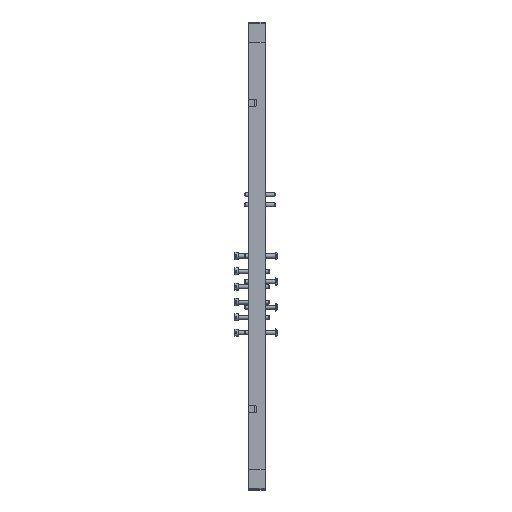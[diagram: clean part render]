
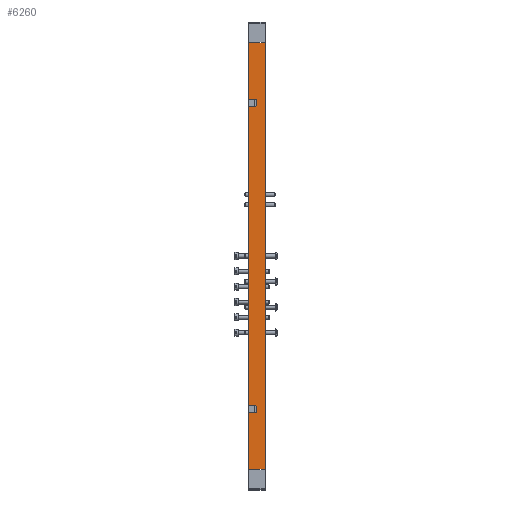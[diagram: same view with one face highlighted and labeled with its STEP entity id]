
A CAD part, left-side view. The second image highlights one B-rep face of the part: STEP entity #6260.
In plain terms, the highlighted face is planar.
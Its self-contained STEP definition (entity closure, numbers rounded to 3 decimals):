
#75 = CARTESIAN_POINT ( 'NONE',  ( 153.101, 16., 0. ) ) ;
#141 = CARTESIAN_POINT ( 'NONE',  ( -153.101, 16., 0. ) ) ;
#195 = CARTESIAN_POINT ( 'NONE',  ( 148.101, 10., 0. ) ) ;
#267 = ORIENTED_EDGE ( 'NONE', *, *, #9774, .F. ) ;
#442 = VECTOR ( 'NONE', #4720, 1000. ) ;
#523 = DIRECTION ( 'NONE',  ( 1., 0., 0. ) ) ;
#578 = ORIENTED_EDGE ( 'NONE', *, *, #9391, .F. ) ;
#622 = EDGE_LOOP ( 'NONE', ( #2015, #6180, #5166, #8192, #2712, #10645, #4274, #7858, #9851, #6397, #8874, #8617, #267, #7548, #578, #9663 ) ) ;
#757 = CARTESIAN_POINT ( 'NONE',  ( 146.101, 16., 0. ) ) ;
#785 = VERTEX_POINT ( 'NONE', #4045 ) ;
#798 = LINE ( 'NONE', #5090, #442 ) ;
#816 = VECTOR ( 'NONE', #3293, 1000. ) ;
#1025 = LINE ( 'NONE', #9654, #2294 ) ;
#1034 = CIRCLE ( 'NONE', #2459, 2. ) ;
#1107 = LINE ( 'NONE', #3724, #7959 ) ;
#1119 = CARTESIAN_POINT ( 'NONE',  ( -208.5, 16., 0. ) ) ;
#1276 = DIRECTION ( 'NONE',  ( 0., 0., 1. ) ) ;
#1412 = AXIS2_PLACEMENT_3D ( 'NONE', #3842, #1276, #7281 ) ;
#1641 = VERTEX_POINT ( 'NONE', #8233 ) ;
#1715 = CIRCLE ( 'NONE', #8330, 2. ) ;
#1731 = LINE ( 'NONE', #10197, #816 ) ;
#1772 = AXIS2_PLACEMENT_3D ( 'NONE', #4336, #6142, #8558 ) ;
#1789 = EDGE_CURVE ( 'NONE', #6737, #8781, #8581, .T. ) ;
#1938 = VECTOR ( 'NONE', #7387, 1000. ) ;
#2015 = ORIENTED_EDGE ( 'NONE', *, *, #2259, .F. ) ;
#2207 = VERTEX_POINT ( 'NONE', #141 ) ;
#2259 = EDGE_CURVE ( 'NONE', #4063, #10350, #1034, .T. ) ;
#2294 = VECTOR ( 'NONE', #6007, 1000. ) ;
#2347 = CARTESIAN_POINT ( 'NONE',  ( -208.5, 16., 0. ) ) ;
#2459 = AXIS2_PLACEMENT_3D ( 'NONE', #195, #3457, #8577 ) ;
#2574 = CARTESIAN_POINT ( 'NONE',  ( 148.101, 8., 0. ) ) ;
#2712 = ORIENTED_EDGE ( 'NONE', *, *, #1789, .F. ) ;
#2792 = EDGE_CURVE ( 'NONE', #9313, #6737, #7012, .T. ) ;
#2793 = CARTESIAN_POINT ( 'NONE',  ( -208.5, 16., 0. ) ) ;
#2801 = EDGE_CURVE ( 'NONE', #4958, #4063, #1025, .T. ) ;
#2872 = VECTOR ( 'NONE', #3244, 1000. ) ;
#3070 = CARTESIAN_POINT ( 'NONE',  ( 153.101, 10., 0. ) ) ;
#3244 = DIRECTION ( 'NONE',  ( 1., 0., 0. ) ) ;
#3293 = DIRECTION ( 'NONE',  ( 0., -1., 0. ) ) ;
#3457 = DIRECTION ( 'NONE',  ( 0., 0., 1. ) ) ;
#3514 = CARTESIAN_POINT ( 'NONE',  ( 208.5, 0., 0. ) ) ;
#3724 = CARTESIAN_POINT ( 'NONE',  ( -146.101, 16., 0. ) ) ;
#3729 = VERTEX_POINT ( 'NONE', #4586 ) ;
#3739 = EDGE_CURVE ( 'NONE', #9437, #5537, #10589, .T. ) ;
#3769 = VERTEX_POINT ( 'NONE', #3070 ) ;
#3798 = EDGE_CURVE ( 'NONE', #7609, #2207, #6617, .T. ) ;
#3821 = CARTESIAN_POINT ( 'NONE',  ( -153.101, 10., 0. ) ) ;
#3842 = CARTESIAN_POINT ( 'NONE',  ( -151.101, 10., 0. ) ) ;
#3909 = AXIS2_PLACEMENT_3D ( 'NONE', #10817, #9025, #4978 ) ;
#3948 = LINE ( 'NONE', #9969, #1938 ) ;
#4045 = CARTESIAN_POINT ( 'NONE',  ( -208.5, 0., 0. ) ) ;
#4063 = VERTEX_POINT ( 'NONE', #6854 ) ;
#4121 = CARTESIAN_POINT ( 'NONE',  ( -151.101, 8., 0. ) ) ;
#4261 = CIRCLE ( 'NONE', #1412, 2. ) ;
#4274 = ORIENTED_EDGE ( 'NONE', *, *, #5828, .F. ) ;
#4336 = CARTESIAN_POINT ( 'NONE',  ( -148.101, 10., 0. ) ) ;
#4373 = CARTESIAN_POINT ( 'NONE',  ( -148.101, 8., 0. ) ) ;
#4474 = LINE ( 'NONE', #1119, #8514 ) ;
#4518 = DIRECTION ( 'NONE',  ( 1., 0., 0. ) ) ;
#4586 = CARTESIAN_POINT ( 'NONE',  ( 153.101, 16., 0. ) ) ;
#4686 = VERTEX_POINT ( 'NONE', #9670 ) ;
#4691 = CARTESIAN_POINT ( 'NONE',  ( 208.5, 16., 0. ) ) ;
#4720 = DIRECTION ( 'NONE',  ( 1., 0., 0. ) ) ;
#4958 = VERTEX_POINT ( 'NONE', #757 ) ;
#4978 = DIRECTION ( 'NONE',  ( -1., 0., 0. ) ) ;
#5090 = CARTESIAN_POINT ( 'NONE',  ( -208.5, 0., 0. ) ) ;
#5093 = CARTESIAN_POINT ( 'NONE',  ( -146.101, 10., 0. ) ) ;
#5166 = ORIENTED_EDGE ( 'NONE', *, *, #5869, .F. ) ;
#5363 = DIRECTION ( 'NONE',  ( 0., 1., 0. ) ) ;
#5388 = EDGE_CURVE ( 'NONE', #2207, #10221, #1731, .T. ) ;
#5469 = EDGE_CURVE ( 'NONE', #8781, #1641, #1107, .T. ) ;
#5537 = VERTEX_POINT ( 'NONE', #3514 ) ;
#5662 = DIRECTION ( 'NONE',  ( 0., 0., 1. ) ) ;
#5707 = CARTESIAN_POINT ( 'NONE',  ( -148.101, 8., 0. ) ) ;
#5756 = EDGE_CURVE ( 'NONE', #10350, #4686, #3948, .T. ) ;
#5828 = EDGE_CURVE ( 'NONE', #10221, #9313, #4261, .T. ) ;
#5832 = PLANE ( 'NONE',  #3909 ) ;
#5869 = EDGE_CURVE ( 'NONE', #1641, #4958, #9132, .T. ) ;
#6007 = DIRECTION ( 'NONE',  ( 0., -1., 0. ) ) ;
#6106 = CARTESIAN_POINT ( 'NONE',  ( -208.5, 16., 0. ) ) ;
#6142 = DIRECTION ( 'NONE',  ( 0., 0., 1. ) ) ;
#6180 = ORIENTED_EDGE ( 'NONE', *, *, #2801, .F. ) ;
#6260 = ADVANCED_FACE ( 'NONE', ( #10038 ), #5832, .F. ) ;
#6397 = ORIENTED_EDGE ( 'NONE', *, *, #8984, .T. ) ;
#6406 = VECTOR ( 'NONE', #8641, 1000. ) ;
#6449 = CARTESIAN_POINT ( 'NONE',  ( 151.101, 10., 0. ) ) ;
#6617 = LINE ( 'NONE', #2347, #2872 ) ;
#6647 = VECTOR ( 'NONE', #8123, 1000. ) ;
#6737 = VERTEX_POINT ( 'NONE', #5707 ) ;
#6854 = CARTESIAN_POINT ( 'NONE',  ( 146.101, 10., 0. ) ) ;
#7012 = LINE ( 'NONE', #4373, #6406 ) ;
#7281 = DIRECTION ( 'NONE',  ( -1., 0., 0. ) ) ;
#7387 = DIRECTION ( 'NONE',  ( 1., 0., 0. ) ) ;
#7548 = ORIENTED_EDGE ( 'NONE', *, *, #10802, .F. ) ;
#7609 = VERTEX_POINT ( 'NONE', #6106 ) ;
#7858 = ORIENTED_EDGE ( 'NONE', *, *, #5388, .F. ) ;
#7959 = VECTOR ( 'NONE', #5363, 1000. ) ;
#8061 = DIRECTION ( 'NONE',  ( 0., -1., 0. ) ) ;
#8123 = DIRECTION ( 'NONE',  ( 0., -1., 0. ) ) ;
#8177 = CARTESIAN_POINT ( 'NONE',  ( -208.5, 16., 0. ) ) ;
#8192 = ORIENTED_EDGE ( 'NONE', *, *, #5469, .F. ) ;
#8233 = CARTESIAN_POINT ( 'NONE',  ( -146.101, 16., 0. ) ) ;
#8330 = AXIS2_PLACEMENT_3D ( 'NONE', #6449, #5662, #9869 ) ;
#8514 = VECTOR ( 'NONE', #8061, 1000. ) ;
#8558 = DIRECTION ( 'NONE',  ( -1., 0., 0. ) ) ;
#8577 = DIRECTION ( 'NONE',  ( 1., 0., 0. ) ) ;
#8581 = CIRCLE ( 'NONE', #1772, 2. ) ;
#8617 = ORIENTED_EDGE ( 'NONE', *, *, #3739, .F. ) ;
#8641 = DIRECTION ( 'NONE',  ( 1., 0., 0. ) ) ;
#8659 = VECTOR ( 'NONE', #10307, 1000. ) ;
#8781 = VERTEX_POINT ( 'NONE', #5093 ) ;
#8874 = ORIENTED_EDGE ( 'NONE', *, *, #10333, .T. ) ;
#8984 = EDGE_CURVE ( 'NONE', #7609, #785, #4474, .T. ) ;
#9025 = DIRECTION ( 'NONE',  ( 0., 0., -1. ) ) ;
#9028 = CARTESIAN_POINT ( 'NONE',  ( 208.5, 16., 0. ) ) ;
#9132 = LINE ( 'NONE', #8177, #10536 ) ;
#9313 = VERTEX_POINT ( 'NONE', #4121 ) ;
#9391 = EDGE_CURVE ( 'NONE', #4686, #3769, #1715, .T. ) ;
#9437 = VERTEX_POINT ( 'NONE', #9028 ) ;
#9654 = CARTESIAN_POINT ( 'NONE',  ( 146.101, 16., 0. ) ) ;
#9663 = ORIENTED_EDGE ( 'NONE', *, *, #5756, .F. ) ;
#9670 = CARTESIAN_POINT ( 'NONE',  ( 151.101, 8., 0. ) ) ;
#9774 = EDGE_CURVE ( 'NONE', #3729, #9437, #10479, .T. ) ;
#9851 = ORIENTED_EDGE ( 'NONE', *, *, #3798, .F. ) ;
#9869 = DIRECTION ( 'NONE',  ( 1., 0., 0. ) ) ;
#9969 = CARTESIAN_POINT ( 'NONE',  ( 148.101, 8., 0. ) ) ;
#10038 = FACE_OUTER_BOUND ( 'NONE', #622, .T. ) ;
#10077 = VECTOR ( 'NONE', #4518, 1000. ) ;
#10197 = CARTESIAN_POINT ( 'NONE',  ( -153.101, 16., 0. ) ) ;
#10221 = VERTEX_POINT ( 'NONE', #3821 ) ;
#10307 = DIRECTION ( 'NONE',  ( 0., 1., 0. ) ) ;
#10333 = EDGE_CURVE ( 'NONE', #785, #5537, #798, .T. ) ;
#10350 = VERTEX_POINT ( 'NONE', #2574 ) ;
#10479 = LINE ( 'NONE', #2793, #10077 ) ;
#10536 = VECTOR ( 'NONE', #523, 1000. ) ;
#10589 = LINE ( 'NONE', #4691, #6647 ) ;
#10645 = ORIENTED_EDGE ( 'NONE', *, *, #2792, .F. ) ;
#10802 = EDGE_CURVE ( 'NONE', #3769, #3729, #10970, .T. ) ;
#10817 = CARTESIAN_POINT ( 'NONE',  ( -208.5, 16., 0. ) ) ;
#10970 = LINE ( 'NONE', #75, #8659 ) ;
